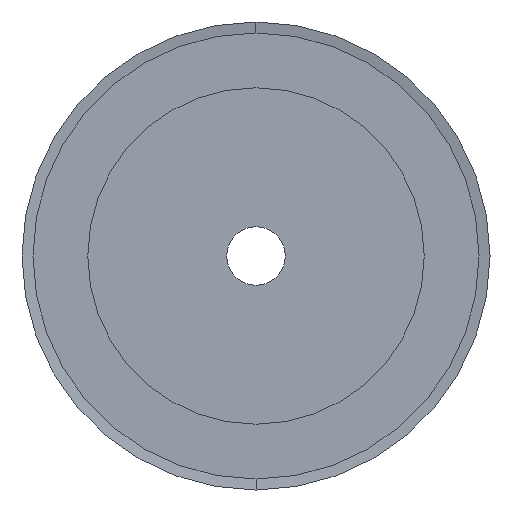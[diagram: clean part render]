
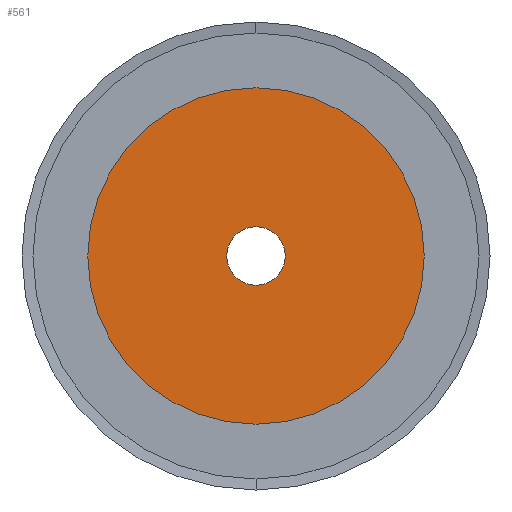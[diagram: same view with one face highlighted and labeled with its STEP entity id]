
A CAD part, left-side view. The second image highlights one B-rep face of the part: STEP entity #561.
In plain terms, the highlighted planar face has unit normal (-1, 0, 0).
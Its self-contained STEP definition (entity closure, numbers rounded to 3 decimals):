
#561=ADVANCED_FACE('',(#1122,#1123),#1124,.T.);
#1122=FACE_OUTER_BOUND('',#1677,.T.);
#1123=FACE_BOUND('',#1678,.T.);
#1124=PLANE('',#1679);
#1677=EDGE_LOOP('',(#3413,#3414));
#1678=EDGE_LOOP('',(#3415,#3416));
#1679=AXIS2_PLACEMENT_3D('',#3417,#3418,#3419);
#3413=ORIENTED_EDGE('',*,*,#3446,.F.);
#3414=ORIENTED_EDGE('',*,*,#4110,.F.);
#3415=ORIENTED_EDGE('',*,*,#3433,.T.);
#3416=ORIENTED_EDGE('',*,*,#4116,.T.);
#3417=CARTESIAN_POINT('',(-20.0,0.0,-11.0));
#3418=DIRECTION('',(-1.0,0.0,0.0));
#3419=DIRECTION('',(0.0,0.0,1.0));
#3433=EDGE_CURVE('',#4123,#4127,#4129,.T.);
#3446=EDGE_CURVE('',#4147,#4150,#4151,.T.);
#4110=EDGE_CURVE('',#4150,#4147,#5140,.T.);
#4116=EDGE_CURVE('',#4127,#4123,#5146,.T.);
#4123=VERTEX_POINT('',#5153);
#4127=VERTEX_POINT('',#5158);
#4129=CIRCLE('',#5161,4.0);
#4147=VERTEX_POINT('',#5183);
#4150=VERTEX_POINT('',#5187);
#4151=CIRCLE('',#5188,23.0);
#5140=CIRCLE('',#6419,23.0);
#5146=CIRCLE('',#6425,4.0);
#5153=CARTESIAN_POINT('',(-20.0,0.0,-4.0));
#5158=CARTESIAN_POINT('',(-20.0,0.,4.0));
#5161=AXIS2_PLACEMENT_3D('',#6435,#6436,#6437);
#5183=CARTESIAN_POINT('',(-20.0,0.0,-23.0));
#5187=CARTESIAN_POINT('',(-20.0,0.,23.0));
#5188=AXIS2_PLACEMENT_3D('',#6455,#6456,#6457);
#6419=AXIS2_PLACEMENT_3D('',#7453,#7454,#7455);
#6425=AXIS2_PLACEMENT_3D('',#7459,#7460,#7461);
#6435=CARTESIAN_POINT('',(-20.0,0.0,0.0));
#6436=DIRECTION('',(1.0,-0.0,0.0));
#6437=DIRECTION('',(0.0,0.0,-1.0));
#6455=CARTESIAN_POINT('',(-20.0,0.0,0.0));
#6456=DIRECTION('',(1.0,0.0,0.0));
#6457=DIRECTION('',(0.0,0.0,-1.0));
#7453=CARTESIAN_POINT('',(-20.0,0.0,0.0));
#7454=DIRECTION('',(1.0,0.0,0.0));
#7455=DIRECTION('',(0.0,0.0,-1.0));
#7459=CARTESIAN_POINT('',(-20.0,0.0,0.0));
#7460=DIRECTION('',(1.0,-0.0,0.0));
#7461=DIRECTION('',(0.0,0.0,-1.0));
